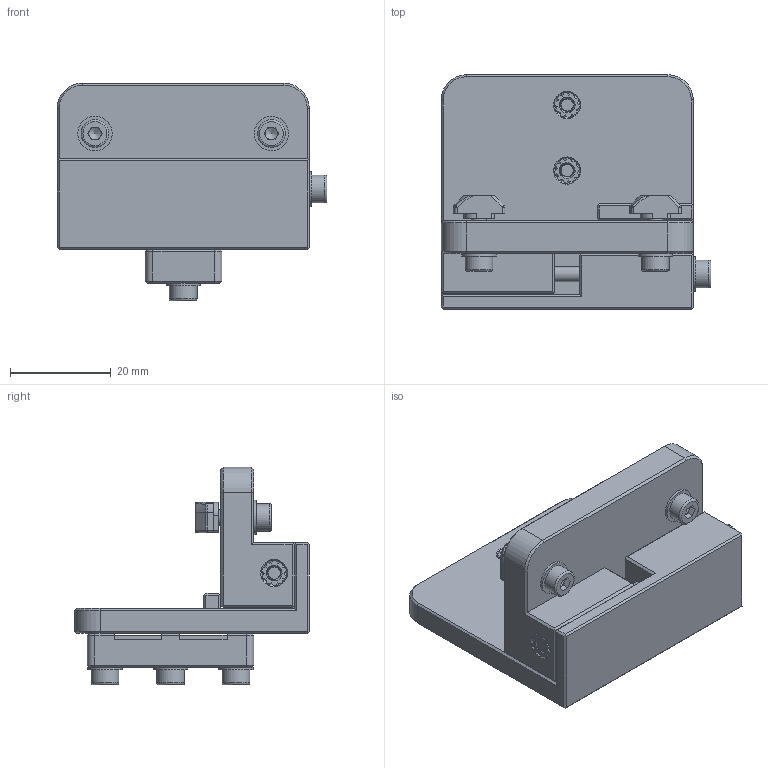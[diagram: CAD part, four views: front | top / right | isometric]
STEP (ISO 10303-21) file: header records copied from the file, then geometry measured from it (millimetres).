
FILE_DESCRIPTION(/* description */ ('Unknown'),/* implementation_level */ '2;1');
FILE_NAME(/* name */ 'Right Side',/* time_stamp */ '2025-07-17T13:56:58+02:00',/* author */ ('Unknown'),/* organization */ ('Unknown'),/* preprocessor_version */ 'ST-DEVELOPER v20',/* originating_system */ 'Solid Edge',/* authorisation */ 'Unknown');
FILE_SCHEMA (('AUTOMOTIVE_DESIGN {1 0 10303 214 3 1 1}'));
Length unit declared in the file: millimetre
Products named in the file (9): Right Side; XY belt clamp - right - part a; XY belt clamp - right - part b; XY belt clamp - common; Heat Insert M3 Short 5x4; M3 Washer; M3x12 hex socket cap screw; M3x50 hex socket cap screw; M3 Hammerhead T-Nut
Assembly tree (21 placements, depth 2):
  Right Side
    XY belt clamp - right - part a
    XY belt clamp - right - part b
    XY belt clamp - common
    Heat Insert M3 Short 5x4  x4
    M3 Washer  x6
    M3x12 hex socket cap screw  x5
    M3x50 hex socket cap screw
    M3 Hammerhead T-Nut  x2
Bounding box: 53.5 x 46.5 x 43.2 mm (x, y, z)
Volume: 31126.3 mm3; surface area: 17237.2 mm2
Topology: 21 solids, 21 shells, 903 faces, 2321 edges, 1474 vertices
Faces by surface type: plane 371, cylinder 236, bspline 177, cone 101, torus 10, sphere 8
Full cylindrical faces by diameter (mm): 2.529 x24, 3 x10, 3.086 x28, 3.2 x6, 3.3 x8, 4 x8, 4.25 x4, 4.6 x4, 5.5 x6, 6.8 x6
Entity records: 14023 total; most frequent: CARTESIAN_POINT 4292, ORIENTED_EDGE 1990, DIRECTION 1818, EDGE_CURVE 995, VERTEX_POINT 652, LINE 606, VECTOR 606, AXIS2_PLACEMENT_3D 606
